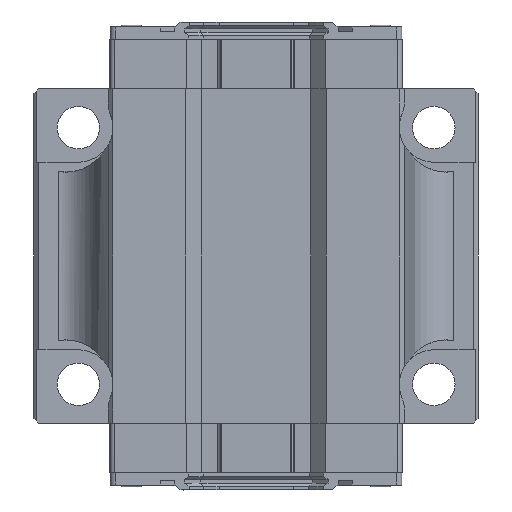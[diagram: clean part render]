
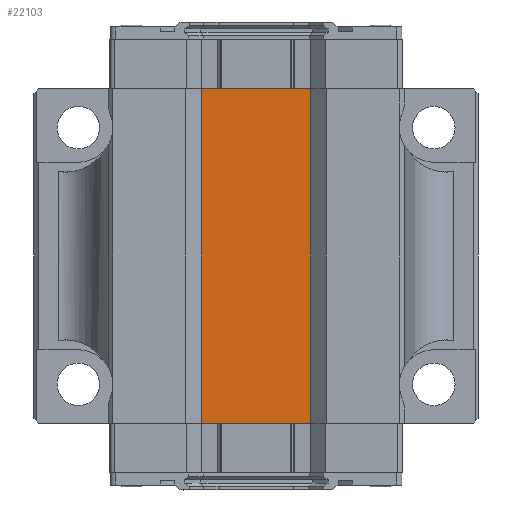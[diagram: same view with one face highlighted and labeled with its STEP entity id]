
A CAD part, front view. The second image highlights one B-rep face of the part: STEP entity #22103.
In plain terms, the highlighted planar face has unit normal (0, -1, 0).
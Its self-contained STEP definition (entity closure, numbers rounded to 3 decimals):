
#1192=PLANE('',#23808);
#2088=LINE('',#36891,#4130);
#2161=LINE('',#37254,#4203);
#3010=LINE('',#44577,#5052);
#3071=LINE('',#44850,#5113);
#3205=LINE('',#45293,#5247);
#3207=LINE('',#45296,#5249);
#3216=LINE('',#45311,#5258);
#3239=LINE('',#45362,#5281);
#4130=VECTOR('',#26268,0.169);
#4203=VECTOR('',#26517,0.169);
#5052=VECTOR('',#28604,0.169);
#5113=VECTOR('',#28801,0.169);
#5247=VECTOR('',#29119,67.8);
#5249=VECTOR('',#29123,67.8);
#5258=VECTOR('',#29144,22.2);
#5281=VECTOR('',#29201,22.2);
#6458=FACE_OUTER_BOUND('',#7782,.T.);
#7782=EDGE_LOOP('',(#19357,#19358,#19359,#19360,#19361,#19362,#19363,#19364));
#9465=VERTEX_POINT('',#36030);
#9482=VERTEX_POINT('',#36096);
#9512=VERTEX_POINT('',#36890);
#9606=VERTEX_POINT('',#37253);
#10337=VERTEX_POINT('',#43716);
#10354=VERTEX_POINT('',#43782);
#10384=VERTEX_POINT('',#44576);
#10456=VERTEX_POINT('',#44849);
#11894=EDGE_CURVE('',#9512,#9482,#2088,.T.);
#12030=EDGE_CURVE('',#9465,#9606,#2161,.T.);
#13231=EDGE_CURVE('',#10384,#10354,#3010,.T.);
#13333=EDGE_CURVE('',#10337,#10456,#3071,.T.);
#13515=EDGE_CURVE('',#10456,#9512,#3205,.T.);
#13517=EDGE_CURVE('',#9606,#10384,#3207,.T.);
#13526=EDGE_CURVE('',#9482,#9465,#3216,.T.);
#13551=EDGE_CURVE('',#10337,#10354,#3239,.T.);
#19357=ORIENTED_EDGE('',*,*,#13517,.F.);
#19358=ORIENTED_EDGE('',*,*,#12030,.F.);
#19359=ORIENTED_EDGE('',*,*,#13526,.F.);
#19360=ORIENTED_EDGE('',*,*,#11894,.F.);
#19361=ORIENTED_EDGE('',*,*,#13515,.F.);
#19362=ORIENTED_EDGE('',*,*,#13333,.F.);
#19363=ORIENTED_EDGE('',*,*,#13551,.T.);
#19364=ORIENTED_EDGE('',*,*,#13231,.F.);
#22103=ADVANCED_FACE('',(#6458),#1192,.F.);
#23808=AXIS2_PLACEMENT_3D('',#45361,#29199,#29200);
#26268=DIRECTION('',(1.,0.,0.));
#26517=DIRECTION('',(1.,0.,0.));
#28604=DIRECTION('',(-1.,0.,0.));
#28801=DIRECTION('',(-1.,0.,0.));
#29119=DIRECTION('',(0.,0.,1.));
#29123=DIRECTION('',(0.,0.,-1.));
#29144=DIRECTION('',(1.,0.,0.));
#29199=DIRECTION('center_axis',(0.,1.,0.));
#29200=DIRECTION('ref_axis',(0.,0.,1.));
#29201=DIRECTION('',(1.,0.,0.));
#36030=CARTESIAN_POINT('',(11.1,4.05,33.9));
#36096=CARTESIAN_POINT('',(-11.1,4.05,33.9));
#36890=CARTESIAN_POINT('',(-11.269,4.05,33.9));
#36891=CARTESIAN_POINT('',(5.634,4.05,33.9));
#37253=CARTESIAN_POINT('',(11.269,4.05,33.9));
#37254=CARTESIAN_POINT('',(5.634,4.05,33.9));
#43716=CARTESIAN_POINT('',(-11.1,4.05,-33.9));
#43782=CARTESIAN_POINT('',(11.1,4.05,-33.9));
#44576=CARTESIAN_POINT('',(11.269,4.05,-33.9));
#44577=CARTESIAN_POINT('',(5.634,4.05,-33.9));
#44849=CARTESIAN_POINT('',(-11.269,4.05,-33.9));
#44850=CARTESIAN_POINT('',(5.634,4.05,-33.9));
#45293=CARTESIAN_POINT('',(-11.269,4.05,33.9));
#45296=CARTESIAN_POINT('',(11.269,4.05,33.9));
#45311=CARTESIAN_POINT('',(11.269,4.05,33.9));
#45361=CARTESIAN_POINT('Origin',(11.269,4.05,33.9));
#45362=CARTESIAN_POINT('',(0.,4.05,-33.9));
